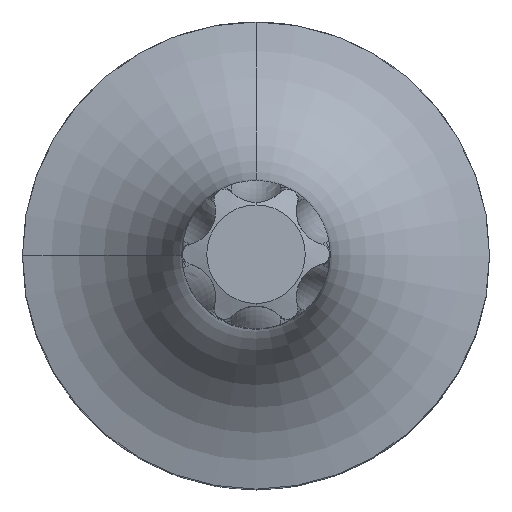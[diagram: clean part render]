
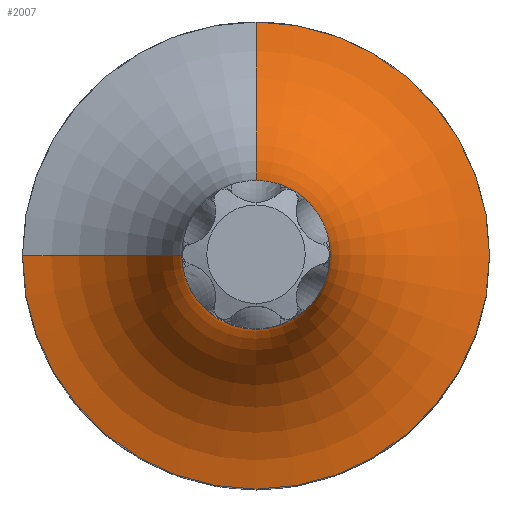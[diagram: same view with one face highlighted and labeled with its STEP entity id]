
A CAD part, top view. The second image highlights one B-rep face of the part: STEP entity #2007.
In plain terms, the highlighted toroidal (fillet/blend) face has major radius 13.95 mm and minor radius 10 mm.
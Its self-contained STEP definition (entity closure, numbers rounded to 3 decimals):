
#69=CARTESIAN_POINT('',(0.,0.,19.));
#70=DIRECTION('',(0.,0.,1.));
#71=DIRECTION('',(1.,0.,0.));
#72=AXIS2_PLACEMENT_3D('',#69,#70,#71);
#268=CARTESIAN_POINT('',(0.,0.,28.887));
#269=DIRECTION('',(0.,0.,1.));
#270=DIRECTION('',(0.,-1.,0.));
#271=AXIS2_PLACEMENT_3D('',#268,#269,#270);
#273=CARTESIAN_POINT('',(0.,0.,19.));
#274=DIRECTION('',(0.,0.,-1.));
#275=DIRECTION('',(1.,0.,0.));
#276=AXIS2_PLACEMENT_3D('',#273,#274,#275);
#278=CARTESIAN_POINT('',(-13.95,0.,28.887));
#279=DIRECTION('',(0.,-1.,0.));
#280=DIRECTION('',(0.15,0.,-0.989));
#281=AXIS2_PLACEMENT_3D('',#278,#279,#280);
#842=CARTESIAN_POINT('',(0.,0.,28.887));
#843=DIRECTION('',(0.,0.,1.));
#844=DIRECTION('',(-1.,0.,0.));
#845=AXIS2_PLACEMENT_3D('',#842,#843,#844);
#993=CARTESIAN_POINT('',(0.,13.95,28.887));
#994=DIRECTION('',(-1.,0.,0.));
#995=DIRECTION('',(0.,-0.15,-0.989));
#996=AXIS2_PLACEMENT_3D('',#993,#994,#995);
#1664=CARTESIAN_POINT('',(12.45,0.,19.));
#1665=CARTESIAN_POINT('',(0.,12.45,19.));
#1666=VERTEX_POINT('',#1664);
#1667=VERTEX_POINT('',#1665);
#1668=CARTESIAN_POINT('',(-12.45,0.,19.));
#1669=VERTEX_POINT('',#1668);
#1670=CARTESIAN_POINT('',(0.,3.95,28.887));
#1671=CARTESIAN_POINT('',(-3.95,0.,28.887));
#1672=VERTEX_POINT('',#1670);
#1673=VERTEX_POINT('',#1671);
#1674=CARTESIAN_POINT('',(0.,-3.95,28.887));
#1675=VERTEX_POINT('',#1674);
#1990=CARTESIAN_POINT('',(0.,0.,28.887));
#1991=DIRECTION('',(0.,0.,1.));
#1992=DIRECTION('',(-0.027,-1.,0.));
#1993=AXIS2_PLACEMENT_3D('',#1990,#1991,#1992);
#1994=TOROIDAL_SURFACE('',#1993,13.95,10.);
#1996=ORIENTED_EDGE('',*,*,#1995,.T.);
#1998=ORIENTED_EDGE('',*,*,#1997,.F.);
#1999=ORIENTED_EDGE('',*,*,#1855,.F.);
#2000=ORIENTED_EDGE('',*,*,#1958,.T.);
#2002=ORIENTED_EDGE('',*,*,#2001,.T.);
#2004=ORIENTED_EDGE('',*,*,#2003,.T.);
#2005=EDGE_LOOP('',(#1996,#1998,#1999,#2000,#2002,#2004));
#2006=FACE_OUTER_BOUND('',#2005,.F.);
#2007=ADVANCED_FACE('',(#2006),#1994,.F.);
#73=CIRCLE('',#72,12.45);
#272=CIRCLE('',#271,3.95);
#277=CIRCLE('',#276,12.45);
#282=CIRCLE('',#281,10.);
#846=CIRCLE('',#845,3.95);
#997=CIRCLE('',#996,10.);
#1855=EDGE_CURVE('',#1666,#1667,#73,.T.);
#1958=EDGE_CURVE('',#1666,#1669,#277,.T.);
#1995=EDGE_CURVE('',#1675,#1672,#272,.T.);
#1997=EDGE_CURVE('',#1667,#1672,#997,.T.);
#2001=EDGE_CURVE('',#1669,#1673,#282,.T.);
#2003=EDGE_CURVE('',#1673,#1675,#846,.T.);
